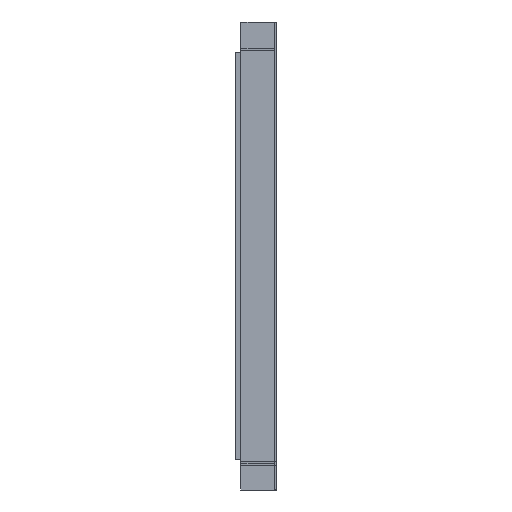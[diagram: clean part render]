
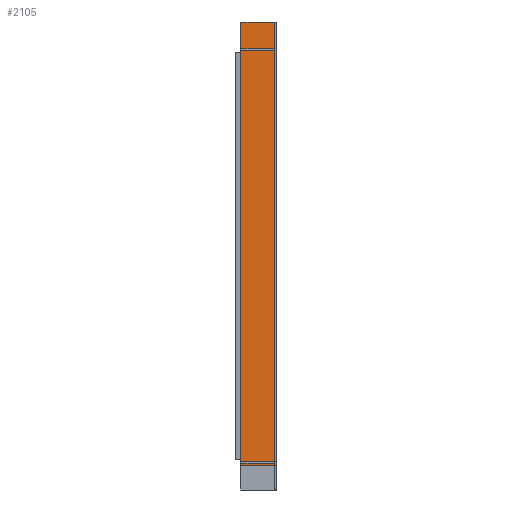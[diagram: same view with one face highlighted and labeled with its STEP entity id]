
A CAD part, left-side view. The second image highlights one B-rep face of the part: STEP entity #2105.
In plain terms, the highlighted planar face has unit normal (-1, 0, 0).
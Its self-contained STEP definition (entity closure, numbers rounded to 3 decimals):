
#42 = EDGE_LOOP ( 'NONE', ( #179, #54, #2639, #103 ) ) ;
#54 = ORIENTED_EDGE ( 'NONE', *, *, #3982, .F. ) ;
#77 = DIRECTION ( 'NONE',  ( 0., -1., 0. ) ) ;
#81 = VERTEX_POINT ( 'NONE', #3917 ) ;
#103 = ORIENTED_EDGE ( 'NONE', *, *, #2501, .T. ) ;
#179 = ORIENTED_EDGE ( 'NONE', *, *, #1263, .T. ) ;
#234 = CARTESIAN_POINT ( 'NONE',  ( 18.5, 1.5, 306.8 ) ) ;
#411 = AXIS2_PLACEMENT_3D ( 'NONE', #3320, #3203, #3168 ) ;
#979 = LINE ( 'NONE', #3825, #2140 ) ;
#1263 = EDGE_CURVE ( 'NONE', #3988, #81, #3552, .T. ) ;
#1881 = FACE_OUTER_BOUND ( 'NONE', #42, .T. ) ;
#2105 = ADVANCED_FACE ( 'NONE', ( #1881 ), #3222, .F. ) ;
#2140 = VECTOR ( 'NONE', #4199, 1000. ) ;
#2270 = LINE ( 'NONE', #3553, #2441 ) ;
#2441 = VECTOR ( 'NONE', #3582, 1000. ) ;
#2501 = EDGE_CURVE ( 'NONE', #3945, #3988, #2270, .T. ) ;
#2622 = LINE ( 'NONE', #4371, #4461 ) ;
#2639 = ORIENTED_EDGE ( 'NONE', *, *, #3294, .F. ) ;
#3168 = DIRECTION ( 'NONE',  ( 0., 1., 0. ) ) ;
#3203 = DIRECTION ( 'NONE',  ( 1., 0., 0. ) ) ;
#3222 = PLANE ( 'NONE',  #411 ) ;
#3294 = EDGE_CURVE ( 'NONE', #3945, #4166, #2622, .T. ) ;
#3320 = CARTESIAN_POINT ( 'NONE',  ( 18.5, 25., 306.8 ) ) ;
#3549 = VECTOR ( 'NONE', #77, 1000. ) ;
#3552 = LINE ( 'NONE', #4416, #3549 ) ;
#3553 = CARTESIAN_POINT ( 'NONE',  ( 18.5, 25., 306.8 ) ) ;
#3582 = DIRECTION ( 'NONE',  ( 0., 0., -1. ) ) ;
#3825 = CARTESIAN_POINT ( 'NONE',  ( 18.5, 1.5, 306.8 ) ) ;
#3917 = CARTESIAN_POINT ( 'NONE',  ( 18.5, 1.5, 0. ) ) ;
#3945 = VERTEX_POINT ( 'NONE', #4505 ) ;
#3982 = EDGE_CURVE ( 'NONE', #4166, #81, #979, .T. ) ;
#3988 = VERTEX_POINT ( 'NONE', #4523 ) ;
#4166 = VERTEX_POINT ( 'NONE', #234 ) ;
#4199 = DIRECTION ( 'NONE',  ( 0., 0., -1. ) ) ;
#4371 = CARTESIAN_POINT ( 'NONE',  ( 18.5, 25., 306.8 ) ) ;
#4416 = CARTESIAN_POINT ( 'NONE',  ( 18.5, 25., 0. ) ) ;
#4461 = VECTOR ( 'NONE', #4537, 1000. ) ;
#4505 = CARTESIAN_POINT ( 'NONE',  ( 18.5, 25., 306.8 ) ) ;
#4523 = CARTESIAN_POINT ( 'NONE',  ( 18.5, 25., 0. ) ) ;
#4537 = DIRECTION ( 'NONE',  ( 0., -1., 0. ) ) ;
